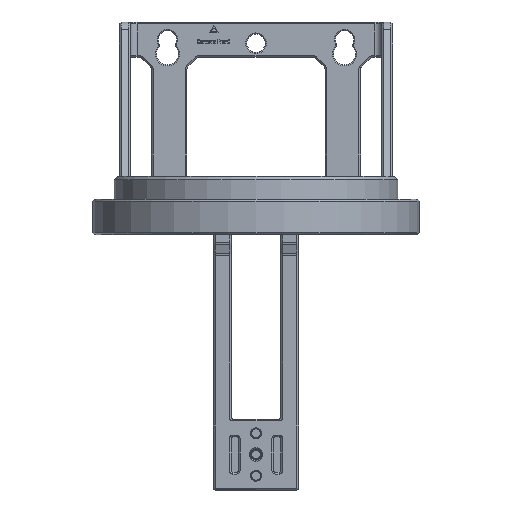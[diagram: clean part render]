
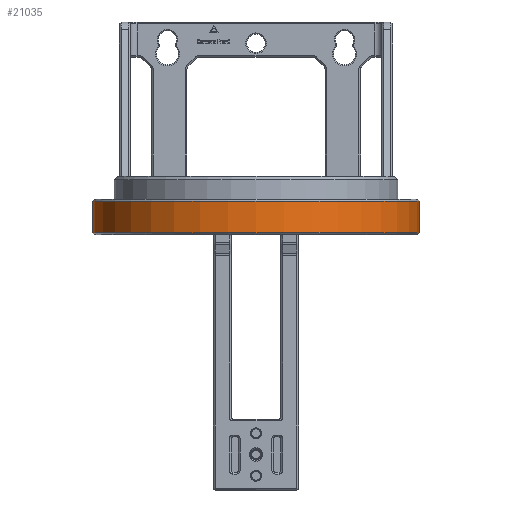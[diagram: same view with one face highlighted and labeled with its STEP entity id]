
A CAD part, front view. The second image highlights one B-rep face of the part: STEP entity #21035.
In plain terms, the highlighted cylindrical face has radius 46 mm (diameter 92 mm), a partial arc.
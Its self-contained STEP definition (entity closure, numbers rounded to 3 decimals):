
#8 = EDGE_LOOP ( 'NONE', ( #16664, #25517, #49073, #29188 ) ) ;
#143 = VERTEX_POINT ( 'NONE', #82830 ) ;
#4410 = CARTESIAN_POINT ( 'NONE',  ( 0., 0., 4.5 ) ) ;
#8407 = DIRECTION ( 'NONE',  ( 0., 0., 1. ) ) ;
#11683 = CARTESIAN_POINT ( 'NONE',  ( -46., 0., 4.5 ) ) ;
#12123 = DIRECTION ( 'NONE',  ( 1., 0., 0. ) ) ;
#12993 = CYLINDRICAL_SURFACE ( 'NONE', #37309, 46. ) ;
#16296 = DIRECTION ( 'NONE',  ( 0., 0., 1. ) ) ;
#16664 = ORIENTED_EDGE ( 'NONE', *, *, #79276, .F. ) ;
#20394 = LINE ( 'NONE', #66858, #39752 ) ;
#21035 = ADVANCED_FACE ( 'NONE', ( #67440 ), #12993, .T. ) ;
#21514 = AXIS2_PLACEMENT_3D ( 'NONE', #83203, #8407, #35403 ) ;
#25392 = VERTEX_POINT ( 'NONE', #26717 ) ;
#25517 = ORIENTED_EDGE ( 'NONE', *, *, #84339, .T. ) ;
#26612 = DIRECTION ( 'NONE',  ( 0., 0., 1. ) ) ;
#26717 = CARTESIAN_POINT ( 'NONE',  ( 46., 0., 4.5 ) ) ;
#29188 = ORIENTED_EDGE ( 'NONE', *, *, #59707, .T. ) ;
#35403 = DIRECTION ( 'NONE',  ( 1., 0., 0. ) ) ;
#37309 = AXIS2_PLACEMENT_3D ( 'NONE', #66113, #48021, #12123 ) ;
#38533 = DIRECTION ( 'NONE',  ( 0., 0., -1. ) ) ;
#39752 = VECTOR ( 'NONE', #26612, 1000. ) ;
#42454 = CARTESIAN_POINT ( 'NONE',  ( 46., 0., -5. ) ) ;
#42878 = LINE ( 'NONE', #42454, #62874 ) ;
#48021 = DIRECTION ( 'NONE',  ( 0., 0., 1. ) ) ;
#49073 = ORIENTED_EDGE ( 'NONE', *, *, #64537, .T. ) ;
#49108 = VERTEX_POINT ( 'NONE', #63913 ) ;
#59707 = EDGE_CURVE ( 'NONE', #25392, #64264, #80438, .T. ) ;
#62874 = VECTOR ( 'NONE', #16296, 1000. ) ;
#63913 = CARTESIAN_POINT ( 'NONE',  ( 46., 0., -4.5 ) ) ;
#64264 = VERTEX_POINT ( 'NONE', #11683 ) ;
#64537 = EDGE_CURVE ( 'NONE', #49108, #25392, #42878, .T. ) ;
#66113 = CARTESIAN_POINT ( 'NONE',  ( 0., 0., -5. ) ) ;
#66738 = CIRCLE ( 'NONE', #21514, 46. ) ;
#66858 = CARTESIAN_POINT ( 'NONE',  ( -46., 0., -5. ) ) ;
#67440 = FACE_OUTER_BOUND ( 'NONE', #8, .T. ) ;
#79276 = EDGE_CURVE ( 'NONE', #143, #64264, #20394, .T. ) ;
#80438 = CIRCLE ( 'NONE', #83284, 46. ) ;
#80521 = DIRECTION ( 'NONE',  ( 1., 0., 0. ) ) ;
#82830 = CARTESIAN_POINT ( 'NONE',  ( -46., 0., -4.5 ) ) ;
#83203 = CARTESIAN_POINT ( 'NONE',  ( 0., 0., -4.5 ) ) ;
#83284 = AXIS2_PLACEMENT_3D ( 'NONE', #4410, #38533, #80521 ) ;
#84339 = EDGE_CURVE ( 'NONE', #143, #49108, #66738, .T. ) ;
